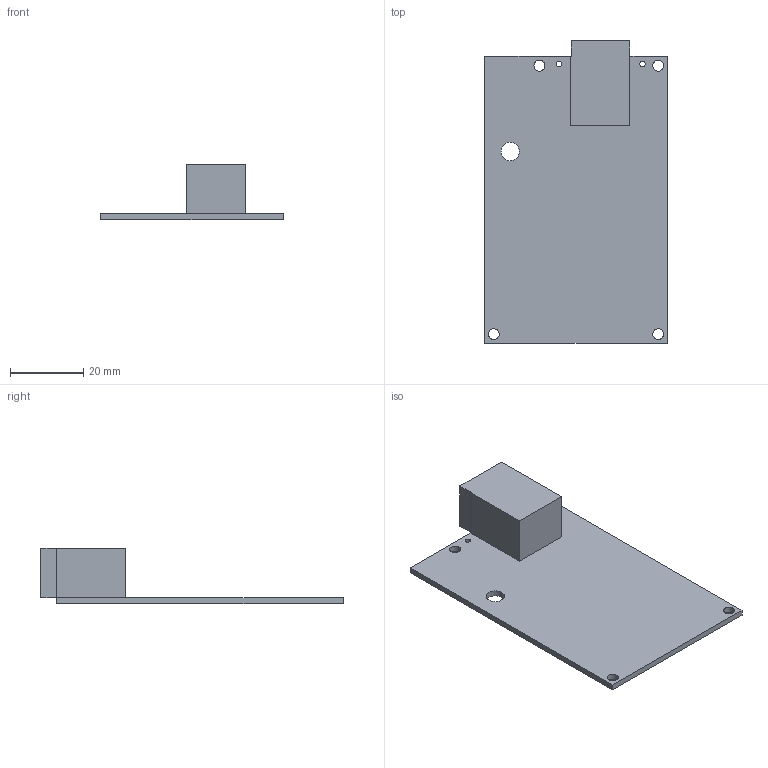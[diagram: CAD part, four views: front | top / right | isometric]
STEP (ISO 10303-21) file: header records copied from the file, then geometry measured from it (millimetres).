
FILE_DESCRIPTION(/* description */ (''),/* implementation_level */ '2;1');
FILE_NAME(/* name */ 'pcb_v2 v6.step',/* time_stamp */ '2021-02-27T11:12:09-08:00',/* author */ (''),/* organization */ (''),/* preprocessor_version */ 'ST-DEVELOPER v18.1',/* originating_system */ 'Autodesk Translation Framework v9.7.0.1280',/* authorisation */ '');
FILE_SCHEMA (('AUTOMOTIVE_DESIGN { 1 0 10303 214 3 1 1 }'));
Length unit declared in the file: millimetre
Products named in the file (2): pcb_v2; PCB_2021-01-15_14-19-17_2021-02-06
Assembly tree (1 placements, depth 2):
  pcb_v2
    PCB_2021-01-15_14-19-17_2021-02-06
Bounding box: 50 x 82.81 x 15.15 mm (x, y, z)
Volume: 10985.6 mm3; surface area: 9544.2 mm2
Topology: 2 solids, 2 shells, 27 faces, 69 edges, 46 vertices
Faces by surface type: plane 20, cylinder 7
Full cylindrical faces by diameter (mm): 1.5 x2, 3 x4, 5 x1
Entity records: 904 total; most frequent: CARTESIAN_POINT 145, DIRECTION 143, ORIENTED_EDGE 138, EDGE_CURVE 69, LINE 55, VECTOR 55, VERTEX_POINT 46, AXIS2_PLACEMENT_3D 44
